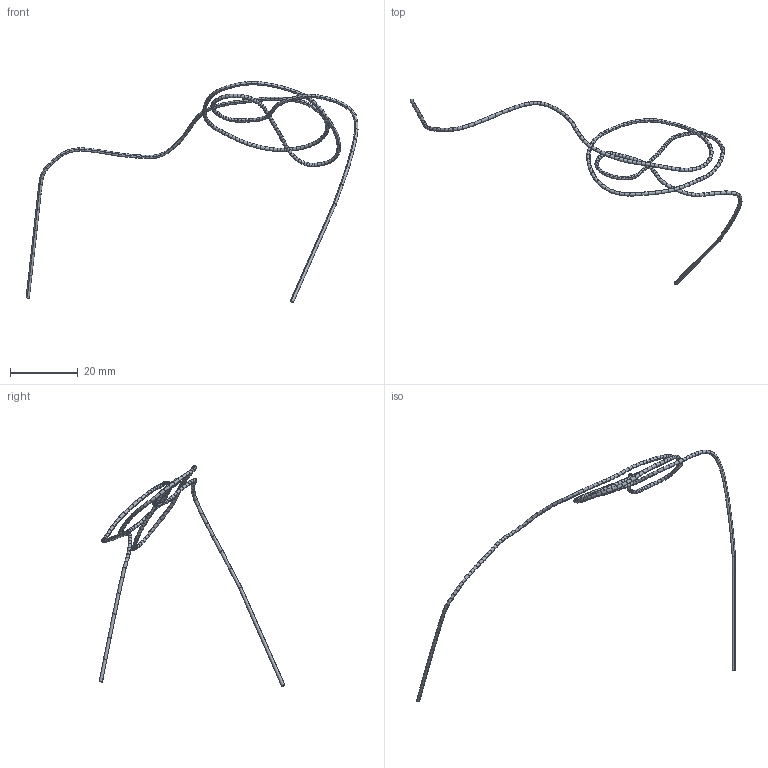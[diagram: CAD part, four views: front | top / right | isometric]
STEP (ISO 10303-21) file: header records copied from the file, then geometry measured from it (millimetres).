
FILE_DESCRIPTION(('STEP AP214'),'1');
FILE_NAME('Adult_DBS_08_Insulation_Left.step','2024-02-05T22:21:36',(' '),('ANSOFT Corporation'),'Spatial InterOp 3D',' ',' ');
FILE_SCHEMA(('AUTOMOTIVE_DESIGN { 1 0 10303 214 1 1 1 1 }'));
Length unit declared in the file: millimetre
Products named in the file (1): Insulation_left
Bounding box: 97.84 x 54.74 x 65.14 mm (x, y, z)
Volume: 333.5 mm3; surface area: 1335.7 mm2
Topology: 1 solids, 1 shells, 508 faces, 1399 edges, 893 vertices
Faces by surface type: cylinder 506, plane 2
Entity records: 16568 total; most frequent: DIRECTION 3310, CARTESIAN_POINT 2801, ORIENTED_EDGE 2798, AXIS2_PLACEMENT_3D 1402, EDGE_CURVE 1399, VERTEX_POINT 893, ELLIPSE 866, ADVANCED_FACE 508
